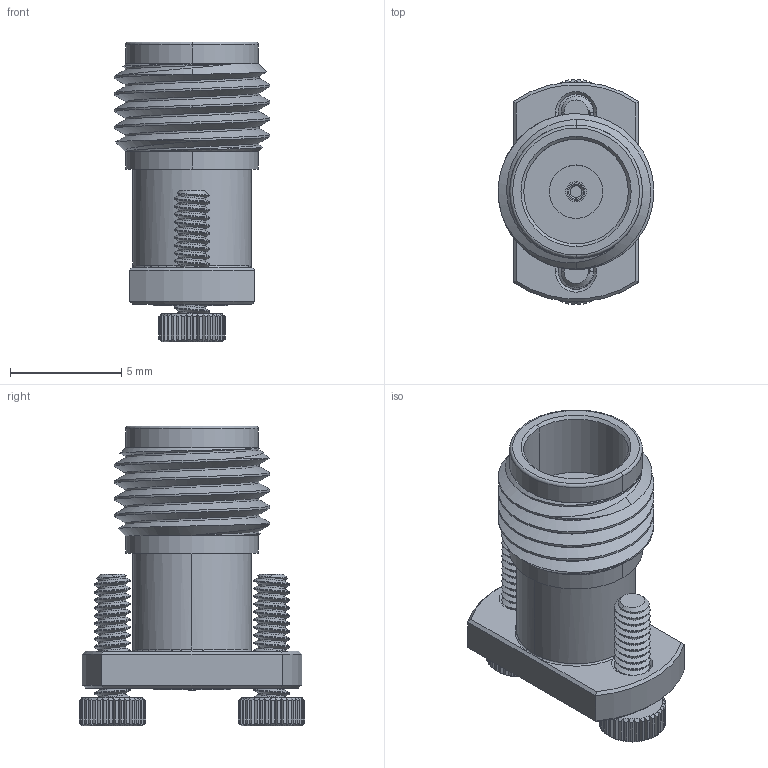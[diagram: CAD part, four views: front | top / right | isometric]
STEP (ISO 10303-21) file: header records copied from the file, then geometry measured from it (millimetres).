
FILE_DESCRIPTION (( 'STEP AP203' ), '1' );
FILE_NAME ('PE45455 ¦ FMCN1480.step', '2019-01-31T22:15:06', ( '' ), ( '' ), 'SwSTEP 2.0', 'SolidWorks 2017', '' );
FILE_SCHEMA (( 'CONFIG_CONTROL_DESIGN' ));
Length unit declared in the file: inch
Products named in the file (1): PE45455 ｦ FMCN1480
Bounding box: 6.99 x 10.16 x 13.48 mm (x, y, z)
Volume: 318.5 mm3; surface area: 654.7 mm2
Topology: 3 solids, 3 shells, 620 faces, 1495 edges, 893 vertices
Faces by surface type: cylinder 207, plane 205, cone 174, bspline 28, torus 6
Entity records: 26522 total; most frequent: CARTESIAN_POINT 13136, ORIENTED_EDGE 2990, DIRECTION 2581, EDGE_CURVE 1495, AXIS2_PLACEMENT_3D 1057, VERTEX_POINT 893, EDGE_LOOP 636, FACE_OUTER_BOUND 620
